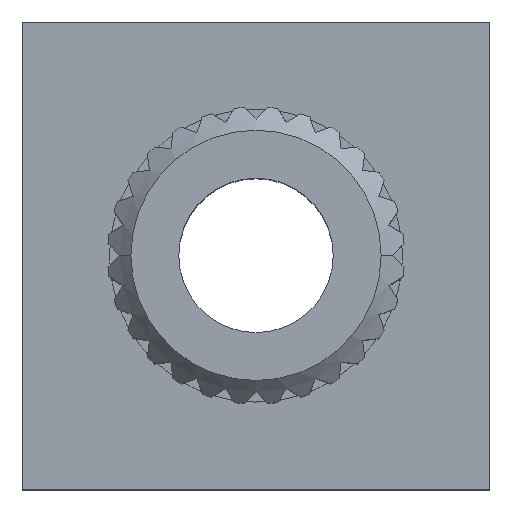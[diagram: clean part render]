
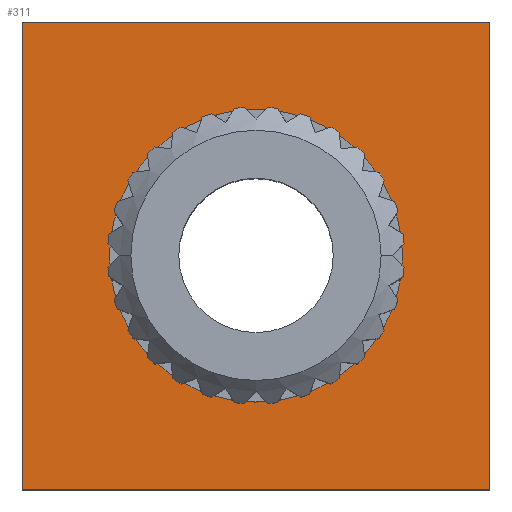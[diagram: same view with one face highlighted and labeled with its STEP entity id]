
A CAD part, top view. The second image highlights one B-rep face of the part: STEP entity #311.
In plain terms, the highlighted planar face has unit normal (0, 0, 1).
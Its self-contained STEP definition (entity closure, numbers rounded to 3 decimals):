
#110 = ORIENTED_EDGE ( 'NONE', *, *, #378, .T. ) ;
#169 = ORIENTED_EDGE ( 'NONE', *, *, #1086, .T. ) ;
#174 = CARTESIAN_POINT ( 'NONE',  ( 0., 0., 2. ) ) ;
#210 = CARTESIAN_POINT ( 'NONE',  ( 5., -5., 2. ) ) ;
#223 = VECTOR ( 'NONE', #4648, 1000. ) ;
#311 = ADVANCED_FACE ( 'NONE', ( #529, #3908 ), #1893, .T. ) ;
#327 = EDGE_CURVE ( 'NONE', #5322, #328, #4045, .T. ) ;
#328 = VERTEX_POINT ( 'NONE', #4145 ) ;
#329 = CIRCLE ( 'NONE', #4715, 3.125 ) ;
#378 = EDGE_CURVE ( 'NONE', #4089, #2245, #940, .T. ) ;
#405 = EDGE_CURVE ( 'NONE', #2245, #4650, #4944, .T. ) ;
#529 = FACE_OUTER_BOUND ( 'NONE', #1862, .T. ) ;
#573 = DIRECTION ( 'NONE',  ( 0., 0., 1. ) ) ;
#581 = ORIENTED_EDGE ( 'NONE', *, *, #327, .F. ) ;
#590 = DIRECTION ( 'NONE',  ( 1., 0., 0. ) ) ;
#647 = CARTESIAN_POINT ( 'NONE',  ( -5., -5., 2. ) ) ;
#681 = ORIENTED_EDGE ( 'NONE', *, *, #4498, .T. ) ;
#940 = LINE ( 'NONE', #647, #3151 ) ;
#966 = DIRECTION ( 'NONE',  ( 1., 0., 0. ) ) ;
#1086 = EDGE_CURVE ( 'NONE', #4650, #5017, #4358, .T. ) ;
#1862 = EDGE_LOOP ( 'NONE', ( #4748, #169, #681, #110 ) ) ;
#1893 = PLANE ( 'NONE',  #3603 ) ;
#1968 = CARTESIAN_POINT ( 'NONE',  ( 5., 5., 2. ) ) ;
#2121 = VECTOR ( 'NONE', #3287, 1000. ) ;
#2244 = CARTESIAN_POINT ( 'NONE',  ( 0., 0., 2. ) ) ;
#2245 = VERTEX_POINT ( 'NONE', #210 ) ;
#2418 = DIRECTION ( 'NONE',  ( 1., 0., 0. ) ) ;
#2541 = CARTESIAN_POINT ( 'NONE',  ( 5., 5., 2. ) ) ;
#2874 = DIRECTION ( 'NONE',  ( 0., -1., 0. ) ) ;
#2895 = CARTESIAN_POINT ( 'NONE',  ( -5., 5., 2. ) ) ;
#3039 = CARTESIAN_POINT ( 'NONE',  ( 3.125, 0., 2. ) ) ;
#3093 = DIRECTION ( 'NONE',  ( 0., 0., 1. ) ) ;
#3151 = VECTOR ( 'NONE', #2418, 1000. ) ;
#3287 = DIRECTION ( 'NONE',  ( 0., 1., 0. ) ) ;
#3322 = CARTESIAN_POINT ( 'NONE',  ( -5., 5., 2. ) ) ;
#3326 = CARTESIAN_POINT ( 'NONE',  ( -5., 5., 2. ) ) ;
#3423 = ORIENTED_EDGE ( 'NONE', *, *, #4892, .F. ) ;
#3603 = AXIS2_PLACEMENT_3D ( 'NONE', #3654, #4563, #590 ) ;
#3654 = CARTESIAN_POINT ( 'NONE',  ( 0., 0., 2. ) ) ;
#3867 = AXIS2_PLACEMENT_3D ( 'NONE', #174, #573, #4116 ) ;
#3908 = FACE_BOUND ( 'NONE', #4688, .T. ) ;
#4045 = CIRCLE ( 'NONE', #3867, 3.125 ) ;
#4089 = VERTEX_POINT ( 'NONE', #5268 ) ;
#4116 = DIRECTION ( 'NONE',  ( 1., 0., 0. ) ) ;
#4145 = CARTESIAN_POINT ( 'NONE',  ( -3.125, 0., 2. ) ) ;
#4358 = LINE ( 'NONE', #3322, #223 ) ;
#4498 = EDGE_CURVE ( 'NONE', #5017, #4089, #5201, .T. ) ;
#4563 = DIRECTION ( 'NONE',  ( 0., 0., 1. ) ) ;
#4648 = DIRECTION ( 'NONE',  ( -1., 0., 0. ) ) ;
#4650 = VERTEX_POINT ( 'NONE', #2541 ) ;
#4688 = EDGE_LOOP ( 'NONE', ( #3423, #581 ) ) ;
#4715 = AXIS2_PLACEMENT_3D ( 'NONE', #2244, #3093, #966 ) ;
#4748 = ORIENTED_EDGE ( 'NONE', *, *, #405, .T. ) ;
#4772 = VECTOR ( 'NONE', #2874, 1000. ) ;
#4892 = EDGE_CURVE ( 'NONE', #328, #5322, #329, .T. ) ;
#4944 = LINE ( 'NONE', #1968, #2121 ) ;
#5017 = VERTEX_POINT ( 'NONE', #3326 ) ;
#5201 = LINE ( 'NONE', #2895, #4772 ) ;
#5268 = CARTESIAN_POINT ( 'NONE',  ( -5., -5., 2. ) ) ;
#5322 = VERTEX_POINT ( 'NONE', #3039 ) ;
